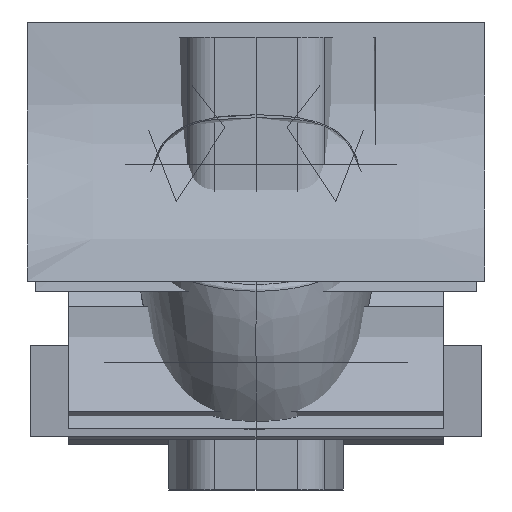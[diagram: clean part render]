
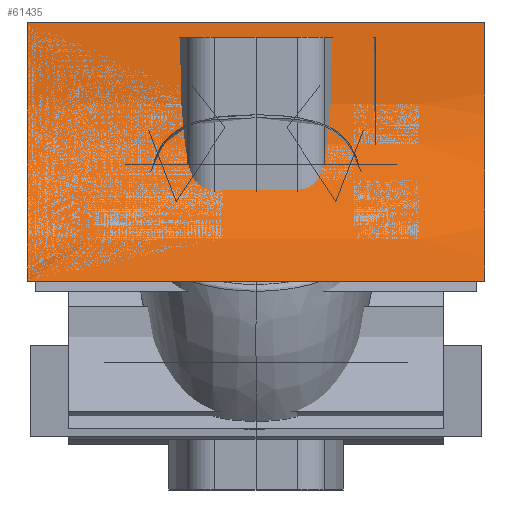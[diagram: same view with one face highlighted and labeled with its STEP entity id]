
A CAD part, top view. The second image highlights one B-rep face of the part: STEP entity #61435.
In plain terms, the highlighted face is a extrusion surface.
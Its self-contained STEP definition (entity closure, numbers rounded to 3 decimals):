
#61381=CARTESIAN_POINT('',(-318.,21.,163.));
#61382=CARTESIAN_POINT('',(-318.,-2.036,166.678));
#61383=CARTESIAN_POINT('',(-318.,-49.14,165.616));
#61384=CARTESIAN_POINT('',(-318.,-125.847,173.782));
#61385=CARTESIAN_POINT('',(-318.,-209.62,216.409));
#61386=CARTESIAN_POINT('',(-318.,-286.964,284.131));
#61387=CARTESIAN_POINT('',(-318.,-325.949,345.298));
#61388=CARTESIAN_POINT('',(-318.,-340.,375.));
#61390=DIRECTION('',(1.,0.,0.));
#61391=VECTOR('',#61390,636.);
#61392=CARTESIAN_POINT('',(-318.,-340.,375.));
#61393=LINE('',#61392,#61391);
#61394=CARTESIAN_POINT('',(318.,-340.,375.));
#61395=CARTESIAN_POINT('',(318.,-325.949,345.298));
#61396=CARTESIAN_POINT('',(318.,-286.964,284.131));
#61397=CARTESIAN_POINT('',(318.,-209.62,216.409));
#61398=CARTESIAN_POINT('',(318.,-125.847,173.782));
#61399=CARTESIAN_POINT('',(318.,-49.14,165.616));
#61400=CARTESIAN_POINT('',(318.,-2.036,166.678));
#61401=CARTESIAN_POINT('',(318.,21.,163.));
#61403=DIRECTION('',(-1.,0.,0.));
#61404=VECTOR('',#61403,636.);
#61405=CARTESIAN_POINT('',(318.,21.,163.));
#61406=LINE('',#61405,#61404);
#61407=VERTEX_POINT('',#61388);
#61408=VERTEX_POINT('',#61381);
#61409=VERTEX_POINT('',#61394);
#61410=VERTEX_POINT('',#61401);
#61411=CARTESIAN_POINT('',(-318.,-341.885,379.044));
#61412=CARTESIAN_POINT('',(-318.,-341.264,377.692));
#61413=CARTESIAN_POINT('',(-318.,-326.749,346.553));
#61414=CARTESIAN_POINT('',(-318.,-286.964,284.131));
#61415=CARTESIAN_POINT('',(-318.,-209.62,216.409));
#61416=CARTESIAN_POINT('',(-318.,-125.847,173.782));
#61417=CARTESIAN_POINT('',(-318.,-49.14,165.616));
#61418=CARTESIAN_POINT('',(-318.,-0.534,166.712));
#61419=CARTESIAN_POINT('',(-318.,23.936,162.514));
#61420=CARTESIAN_POINT('',(-318.,25.401,162.243));
#61422=DIRECTION('',(1.,0.,0.));
#61423=VECTOR('',#61422,1.);
#61424=SURFACE_OF_LINEAR_EXTRUSION('',#61421,#61423);
#61426=ORIENTED_EDGE('',*,*,#61425,.T.);
#61428=ORIENTED_EDGE('',*,*,#61427,.T.);
#61430=ORIENTED_EDGE('',*,*,#61429,.T.);
#61432=ORIENTED_EDGE('',*,*,#61431,.T.);
#61433=EDGE_LOOP('',(#61426,#61428,#61430,#61432));
#61434=FACE_OUTER_BOUND('',#61433,.F.);
#61435=ADVANCED_FACE('',(#61434),#61424,.T.);
#61389=B_SPLINE_CURVE_WITH_KNOTS('',3,(#61381,#61382,#61383,#61384,#61385,
#61386,#61387,#61388),.UNSPECIFIED.,.F.,.F.,(4,1,1,1,1,4),(0.,
0.158,0.316,0.515,0.78,1.),
.UNSPECIFIED.);
#61402=B_SPLINE_CURVE_WITH_KNOTS('',3,(#61394,#61395,#61396,#61397,#61398,
#61399,#61400,#61401),.UNSPECIFIED.,.F.,.F.,(4,1,1,1,1,4),(0.,
0.22,0.485,0.684,0.842,1.),
.UNSPECIFIED.);
#61421=B_SPLINE_CURVE_WITH_KNOTS('',3,(#61411,#61412,#61413,#61414,#61415,
#61416,#61417,#61418,#61419,#61420),.UNSPECIFIED.,.F.,.F.,(4,1,1,1,1,1,1,4),(
0.,0.01,0.225,0.485,0.681,
0.835,0.99,1.),.UNSPECIFIED.);
#61425=EDGE_CURVE('',#61408,#61407,#61389,.T.);
#61427=EDGE_CURVE('',#61407,#61409,#61393,.T.);
#61429=EDGE_CURVE('',#61409,#61410,#61402,.T.);
#61431=EDGE_CURVE('',#61410,#61408,#61406,.T.);
